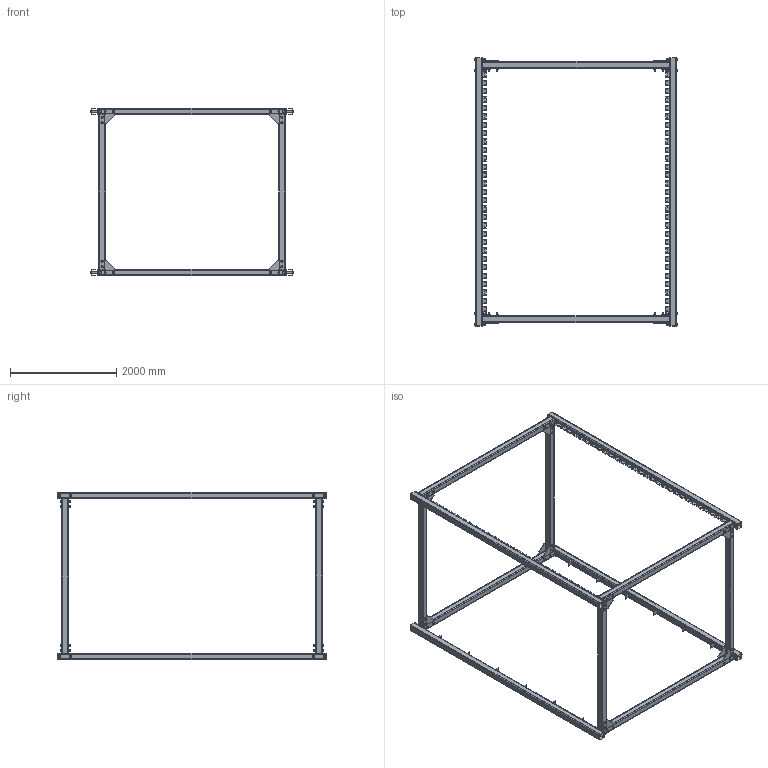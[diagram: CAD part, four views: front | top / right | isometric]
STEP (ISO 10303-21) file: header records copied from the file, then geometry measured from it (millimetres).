
FILE_DESCRIPTION(('FreeCAD Model'),'2;1');
FILE_NAME('Open CASCADE Shape Model','2025-04-30T22:14:17',('FreeCAD'),( 'FreeCAD'),'Open CASCADE STEP processor 7.6','FreeCAD','Unknown');
FILE_SCHEMA(('AUTOMOTIVE_DESIGN { 1 0 10303 214 1 1 1 1 }'));
Products named in the file (1): Open CASCADE STEP translator 7.6 1
Bounding box: 3826.29 x 5057.89 x 3161.18 mm (x, y, z)
Volume: 126592799.1 mm3; surface area: 47453920.5 mm2
Topology: 297 solids, 297 shells, 4171 faces, 10015 edges, 6486 vertices
Faces by surface type: bspline 4171
Entity records: 165895 total; most frequent: CARTESIAN_POINT 103045, ORIENTED_EDGE 20030, EDGE_CURVE 10015, B_SPLINE_CURVE_WITH_KNOTS 7837, VERTEX_POINT 6486, FACE_BOUND 5441, EDGE_LOOP 5441, ADVANCED_FACE 4171
